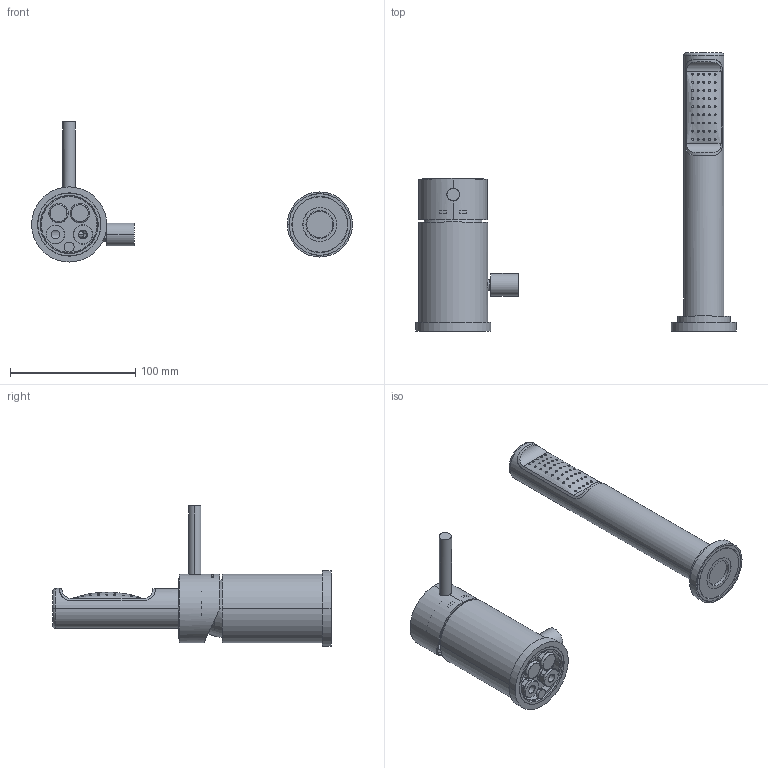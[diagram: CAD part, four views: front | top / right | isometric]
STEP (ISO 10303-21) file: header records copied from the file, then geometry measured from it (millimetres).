
FILE_DESCRIPTION((''),'2;1');
FILE_NAME('BI048CR','2021-11-03T15:30:31',('ut3'),('PAFFONI SpA'),'CREO PARAMETRIC BY PTC INC, 2020044','CREO PARAMETRIC BY PTC INC, 2020044','');
FILE_SCHEMA(('CONFIG_CONTROL_DESIGN','SHAPE_APPEARANCE_LAYERS_GROUPS'));
Length unit declared in the file: millimetre
Products named in the file (1): BI048CR
Bounding box: 256 x 222 x 111.85 mm (x, y, z)
Volume: 285823 mm3; surface area: 125108.4 mm2
Topology: 5 solids, 5 shells, 1633 faces, 4392 edges, 2830 vertices
Faces by surface type: plane 834, cylinder 495, cone 187, torus 59, bspline 56, sphere 2
Entity records: 70555 total; most frequent: CARTESIAN_POINT 21613, ORIENTED_EDGE 8748, DIRECTION 8382, EDGE_CURVE 4374, AXIS2_PLACEMENT_3D 2881, VERTEX_POINT 2830, VECTOR 2620, LINE 2620
